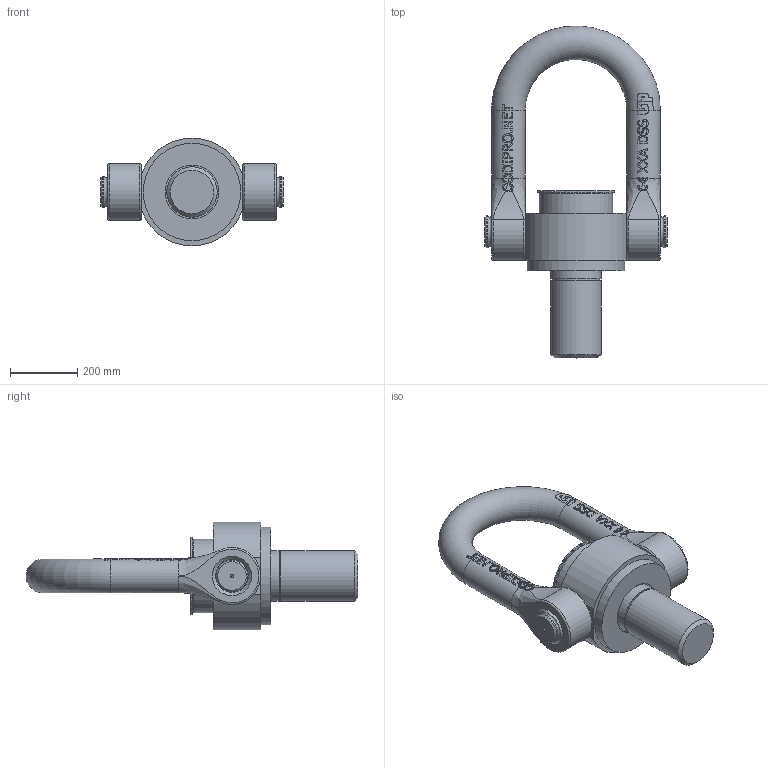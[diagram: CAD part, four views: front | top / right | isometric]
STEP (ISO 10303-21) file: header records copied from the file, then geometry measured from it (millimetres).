
FILE_DESCRIPTION(/* description */ (''),/* implementation_level */ '2;1');
FILE_NAME(/* name */ 'GIGA DSS+Q M150 UP.stp',/* time_stamp */ '2017-09-21T15:31:53+02:00',/* author */ ('rklenes'),/* organization */ (''),/* preprocessor_version */ 'ST-DEVELOPER v16.5',/* originating_system */ 'Autodesk Inventor 2017',/* authorisation */ '');
FILE_SCHEMA (('AUTOMOTIVE_DESIGN { 1 0 10303 214 3 1 1 }'));
Length unit declared in the file: millimetre
Products named in the file (6): GIGA DSS+Q UP; DSS_N6X180; GIGA_DSM_M150X180; DSM_N6_UP; DSA_M150X430; GIGA_DSE_D150
Assembly tree (5 placements, depth 3):
  GIGA DSS+Q UP
    DSS_N6X180
      GIGA_DSM_M150X180
      DSM_N6_UP
    DSA_M150X430
    GIGA_DSE_D150
Bounding box: 544 x 987.82 x 320 mm (x, y, z)
Volume: 33818922.8 mm3; surface area: 1600076.4 mm2
Topology: 4 solids, 4 shells, 507 faces, 1405 edges, 930 vertices
Faces by surface type: plane 200, cylinder 155, bspline 128, torus 13, cone 11
Full cylindrical faces by diameter (mm): 10 x2, 12 x20, 50 x1, 95 x4, 97 x2, 100 x2, 140 x1, 150 x3, 160 x1, 180 x2, 220 x1, 290 x1
Entity records: 19350 total; most frequent: CARTESIAN_POINT 7054, ORIENTED_EDGE 2648, DIRECTION 2219, EDGE_CURVE 1324, VERTEX_POINT 911, AXIS2_PLACEMENT_3D 854, EDGE_LOOP 639, LINE 511
